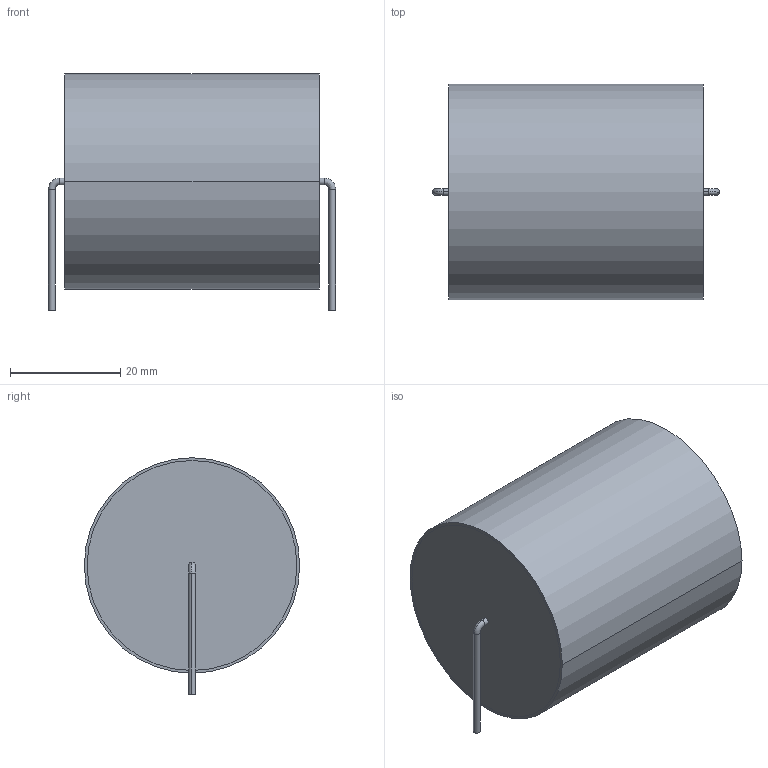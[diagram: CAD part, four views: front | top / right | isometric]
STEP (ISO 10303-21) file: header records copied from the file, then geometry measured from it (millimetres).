
FILE_DESCRIPTION((''),'2;1');
FILE_NAME('CAPAD5080-4600X3900.stp','2011-08-23T13:18:20',(''),(''),'Mechanical Desktop 2011','Mechanical Desktop 2011',', , ');
FILE_SCHEMA(('AUTOMOTIVE_DESIGN { 1 2 10303 214 1 1 1 1 }'));
Length unit declared in the file: millimetre
Products named in the file (1): Product
Bounding box: 52 x 39 x 42.8 mm (x, y, z)
Volume: 55007.9 mm3; surface area: 19202 mm2
Topology: 4 solids, 4 shells, 26 faces, 48 edges, 30 vertices
Faces by surface type: cylinder 10, bspline 8, plane 6, torus 2
Entity records: 850 total; most frequent: CARTESIAN_POINT 267, DIRECTION 120, ORIENTED_EDGE 96, AXIS2_PLACEMENT_3D 53, EDGE_CURVE 48, CIRCLE 34, VERTEX_POINT 30, EDGE_LOOP 28
